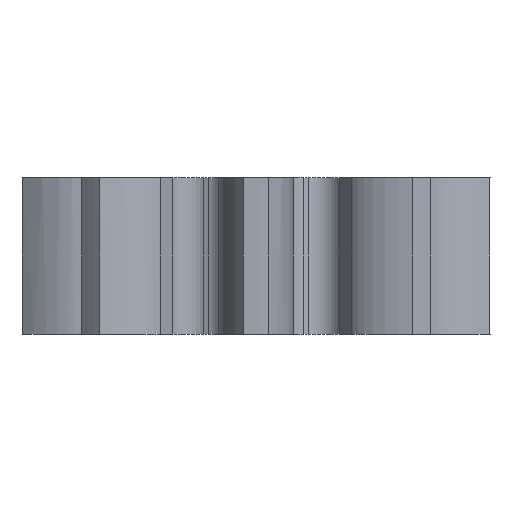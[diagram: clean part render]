
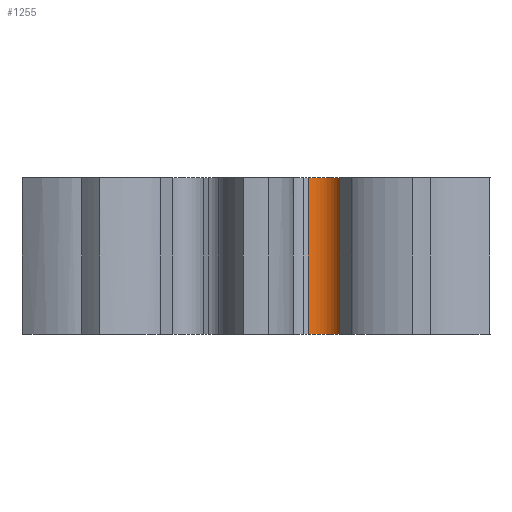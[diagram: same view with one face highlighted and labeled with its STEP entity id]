
A CAD part, front view. The second image highlights one B-rep face of the part: STEP entity #1255.
In plain terms, the highlighted cylindrical face has radius 1.587 mm (diameter 3.175 mm), a partial arc.
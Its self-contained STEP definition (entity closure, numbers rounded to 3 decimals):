
#92=FACE_OUTER_BOUND('',#160,.T.);
#160=EDGE_LOOP('',(#838,#839,#840,#841));
#235=LINE('',#1829,#335);
#236=LINE('',#1832,#336);
#335=VECTOR('',#1486,10.);
#336=VECTOR('',#1489,10.);
#430=CIRCLE('',#1343,1.588);
#431=CIRCLE('',#1344,1.588);
#502=VERTEX_POINT('',#1825);
#503=VERTEX_POINT('',#1826);
#504=VERTEX_POINT('',#1828);
#505=VERTEX_POINT('',#1830);
#637=EDGE_CURVE('',#502,#503,#430,.T.);
#638=EDGE_CURVE('',#503,#504,#235,.T.);
#639=EDGE_CURVE('',#504,#505,#431,.T.);
#640=EDGE_CURVE('',#505,#502,#236,.T.);
#838=ORIENTED_EDGE('',*,*,#637,.T.);
#839=ORIENTED_EDGE('',*,*,#638,.T.);
#840=ORIENTED_EDGE('',*,*,#639,.T.);
#841=ORIENTED_EDGE('',*,*,#640,.T.);
#1220=CYLINDRICAL_SURFACE('',#1342,1.588);
#1255=ADVANCED_FACE('',(#92),#1220,.F.);
#1342=AXIS2_PLACEMENT_3D('',#1824,#1482,#1483);
#1343=AXIS2_PLACEMENT_3D('',#1827,#1484,#1485);
#1344=AXIS2_PLACEMENT_3D('',#1831,#1487,#1488);
#1482=DIRECTION('center_axis',(0.,0.,1.));
#1483=DIRECTION('ref_axis',(0.287,0.958,0.));
#1484=DIRECTION('center_axis',(0.,0.,-1.));
#1485=DIRECTION('ref_axis',(0.287,0.958,0.));
#1486=DIRECTION('',(0.,0.,1.));
#1487=DIRECTION('center_axis',(0.,0.,1.));
#1488=DIRECTION('ref_axis',(0.287,0.958,0.));
#1489=DIRECTION('',(0.,0.,-1.));
#1824=CARTESIAN_POINT('Origin',(3.994,-9.099,0.));
#1825=CARTESIAN_POINT('',(3.356,-7.645,0.));
#1826=CARTESIAN_POINT('',(5.326,-8.236,0.));
#1827=CARTESIAN_POINT('Origin',(3.994,-9.099,0.));
#1828=CARTESIAN_POINT('',(5.326,-8.236,10.));
#1829=CARTESIAN_POINT('',(5.326,-8.236,0.));
#1830=CARTESIAN_POINT('',(3.356,-7.645,10.));
#1831=CARTESIAN_POINT('Origin',(3.994,-9.099,10.));
#1832=CARTESIAN_POINT('',(3.356,-7.645,0.));
